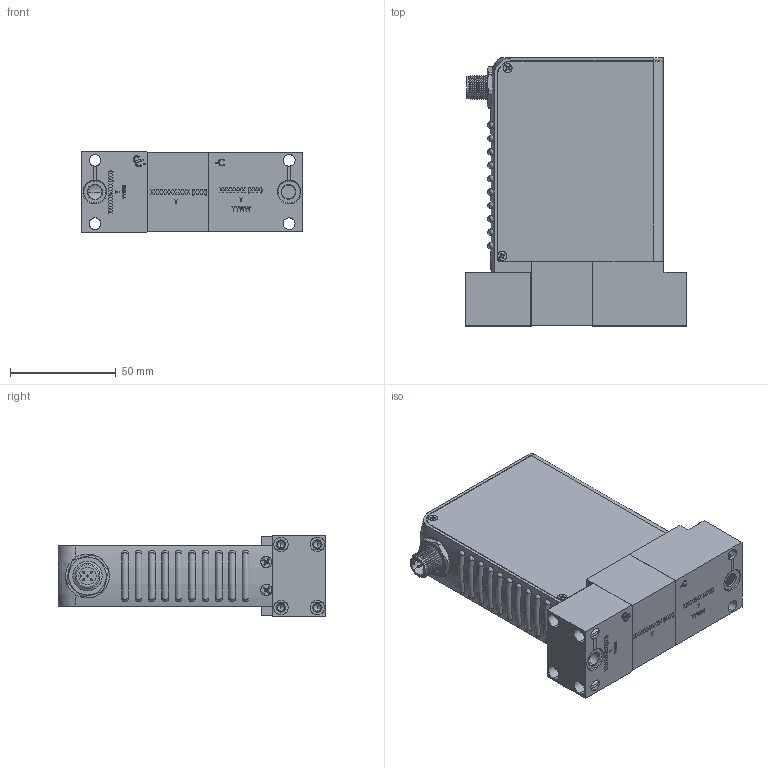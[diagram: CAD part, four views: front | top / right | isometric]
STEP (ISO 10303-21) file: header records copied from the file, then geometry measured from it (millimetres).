
FILE_DESCRIPTION (( 'STEP AP203' ), '1' );
FILE_NAME ('GF100-GF120-GF125-AS-DX.STEP', '2022-02-11T18:29:58', ( '' ), ( '' ), 'SwSTEP 2.0', 'SolidWorks 2020', '' );
FILE_SCHEMA (( 'CONFIG_CONTROL_DESIGN' ));
Products named in the file (1): GF100-GF120-GF125-AS-DX
Bounding box: 104.95 x 127 x 38.73 mm (x, y, z)
Volume: 84127.6 mm3; surface area: 90685.4 mm2
Topology: 34 solids, 34 shells, 3169 faces, 8529 edges, 5573 vertices
Faces by surface type: plane 1854, cylinder 555, bspline 443, cone 250, torus 61, sphere 6
Entity records: 129511 total; most frequent: CARTESIAN_POINT 53200, ORIENTED_EDGE 16974, DIRECTION 13796, EDGE_CURVE 8487, VECTOR 5732, LINE 5732, VERTEX_POINT 5569, AXIS2_PLACEMENT_3D 4032
